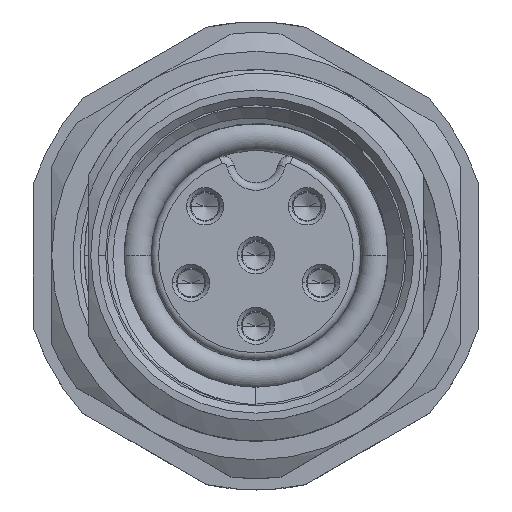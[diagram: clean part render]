
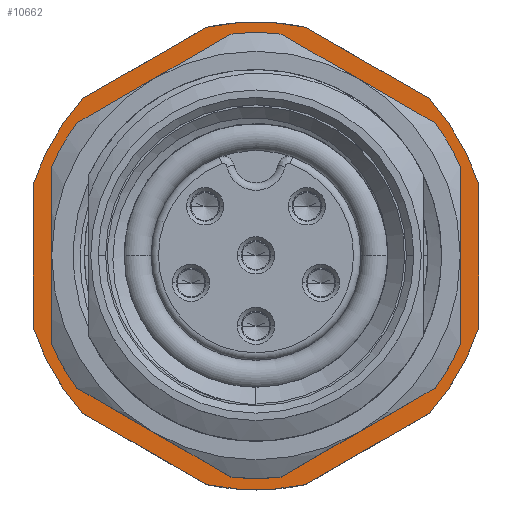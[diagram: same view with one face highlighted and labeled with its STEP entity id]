
A CAD part, top view. The second image highlights one B-rep face of the part: STEP entity #10662.
In plain terms, the highlighted planar face has unit normal (0, 0, 1).
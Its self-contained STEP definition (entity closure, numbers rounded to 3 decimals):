
#5207=CARTESIAN_POINT('',(0.,0.,-3.8));
#5208=DIRECTION('',(0.,0.,-1.));
#5209=DIRECTION('',(-0.212,0.977,0.));
#5210=AXIS2_PLACEMENT_3D('',#5207,#5208,#5209);
#5212=DIRECTION('',(0.866,-0.5,0.));
#5213=VECTOR('',#5212,3.842);
#5214=CARTESIAN_POINT('',(1.336,6.157,-3.8));
#5215=LINE('',#5214,#5213);
#5216=CARTESIAN_POINT('',(0.,0.,-3.8));
#5217=DIRECTION('',(0.,0.,-1.));
#5218=DIRECTION('',(0.74,0.672,0.));
#5219=AXIS2_PLACEMENT_3D('',#5216,#5217,#5218);
#5221=DIRECTION('',(0.,-1.,0.));
#5222=VECTOR('',#5221,3.842);
#5223=CARTESIAN_POINT('',(6.,1.921,-3.8));
#5224=LINE('',#5223,#5222);
#5225=CARTESIAN_POINT('',(0.,0.,-3.8));
#5226=DIRECTION('',(0.,0.,-1.));
#5227=DIRECTION('',(0.952,-0.305,0.));
#5228=AXIS2_PLACEMENT_3D('',#5225,#5226,#5227);
#5230=DIRECTION('',(-0.866,-0.5,0.));
#5231=VECTOR('',#5230,3.842);
#5232=CARTESIAN_POINT('',(4.664,-4.236,-3.8));
#5233=LINE('',#5232,#5231);
#5234=CARTESIAN_POINT('',(0.,0.,-3.8));
#5235=DIRECTION('',(0.,0.,-1.));
#5236=DIRECTION('',(0.212,-0.977,0.));
#5237=AXIS2_PLACEMENT_3D('',#5234,#5235,#5236);
#5239=DIRECTION('',(-0.866,0.5,0.));
#5240=VECTOR('',#5239,3.842);
#5241=CARTESIAN_POINT('',(-1.336,-6.157,-3.8));
#5242=LINE('',#5241,#5240);
#5243=CARTESIAN_POINT('',(0.,0.,-3.8));
#5244=DIRECTION('',(0.,0.,-1.));
#5245=DIRECTION('',(-0.74,-0.672,0.));
#5246=AXIS2_PLACEMENT_3D('',#5243,#5244,#5245);
#5248=DIRECTION('',(0.,1.,0.));
#5249=VECTOR('',#5248,3.842);
#5250=CARTESIAN_POINT('',(-6.,-1.921,-3.8));
#5251=LINE('',#5250,#5249);
#5252=CARTESIAN_POINT('',(0.,0.,-3.8));
#5253=DIRECTION('',(0.,0.,-1.));
#5254=DIRECTION('',(-0.952,0.305,0.));
#5255=AXIS2_PLACEMENT_3D('',#5252,#5253,#5254);
#5257=DIRECTION('',(0.866,0.5,0.));
#5258=VECTOR('',#5257,3.842);
#5259=CARTESIAN_POINT('',(-4.664,4.236,-3.8));
#5260=LINE('',#5259,#5258);
#5261=CARTESIAN_POINT('',(0.,0.,-3.8));
#5262=DIRECTION('',(0.,0.,1.));
#5263=DIRECTION('',(-1.,0.,0.));
#5264=AXIS2_PLACEMENT_3D('',#5261,#5262,#5263);
#5266=CARTESIAN_POINT('',(0.,0.,-3.8));
#5267=DIRECTION('',(0.,0.,1.));
#5268=DIRECTION('',(1.,0.,0.));
#5269=AXIS2_PLACEMENT_3D('',#5266,#5267,#5268);
#9411=CARTESIAN_POINT('',(-1.336,6.157,-3.8));
#9412=CARTESIAN_POINT('',(1.336,6.157,-3.8));
#9413=VERTEX_POINT('',#9411);
#9414=VERTEX_POINT('',#9412);
#9415=CARTESIAN_POINT('',(4.664,4.236,-3.8));
#9416=VERTEX_POINT('',#9415);
#9417=CARTESIAN_POINT('',(6.,1.921,-3.8));
#9418=VERTEX_POINT('',#9417);
#9419=CARTESIAN_POINT('',(6.,-1.921,-3.8));
#9420=VERTEX_POINT('',#9419);
#9421=CARTESIAN_POINT('',(4.664,-4.236,-3.8));
#9422=VERTEX_POINT('',#9421);
#9423=CARTESIAN_POINT('',(1.336,-6.157,-3.8));
#9424=VERTEX_POINT('',#9423);
#9425=CARTESIAN_POINT('',(-1.336,-6.157,-3.8));
#9426=VERTEX_POINT('',#9425);
#9427=CARTESIAN_POINT('',(-4.664,-4.236,-3.8));
#9428=VERTEX_POINT('',#9427);
#9429=CARTESIAN_POINT('',(-6.,-1.921,-3.8));
#9430=VERTEX_POINT('',#9429);
#9431=CARTESIAN_POINT('',(-6.,1.921,-3.8));
#9432=VERTEX_POINT('',#9431);
#9433=CARTESIAN_POINT('',(-4.664,4.236,-3.8));
#9434=VERTEX_POINT('',#9433);
#9451=CARTESIAN_POINT('',(-4.7,0.,-3.8));
#9452=CARTESIAN_POINT('',(4.7,0.,-3.8));
#9453=VERTEX_POINT('',#9451);
#9454=VERTEX_POINT('',#9452);
#10625=CARTESIAN_POINT('',(0.,0.,-3.8));
#10626=DIRECTION('',(0.,0.,-1.));
#10627=DIRECTION('',(-1.,0.,0.));
#10628=AXIS2_PLACEMENT_3D('',#10625,#10626,#10627);
#10629=PLANE('',#10628);
#10631=ORIENTED_EDGE('',*,*,#10630,.T.);
#10633=ORIENTED_EDGE('',*,*,#10632,.T.);
#10635=ORIENTED_EDGE('',*,*,#10634,.T.);
#10637=ORIENTED_EDGE('',*,*,#10636,.T.);
#10639=ORIENTED_EDGE('',*,*,#10638,.T.);
#10641=ORIENTED_EDGE('',*,*,#10640,.T.);
#10643=ORIENTED_EDGE('',*,*,#10642,.T.);
#10645=ORIENTED_EDGE('',*,*,#10644,.T.);
#10647=ORIENTED_EDGE('',*,*,#10646,.T.);
#10649=ORIENTED_EDGE('',*,*,#10648,.T.);
#10651=ORIENTED_EDGE('',*,*,#10650,.T.);
#10653=ORIENTED_EDGE('',*,*,#10652,.T.);
#10654=EDGE_LOOP('',(#10631,#10633,#10635,#10637,#10639,#10641,#10643,#10645,
#10647,#10649,#10651,#10653));
#10655=FACE_OUTER_BOUND('',#10654,.F.);
#10657=ORIENTED_EDGE('',*,*,#10656,.T.);
#10659=ORIENTED_EDGE('',*,*,#10658,.T.);
#10660=EDGE_LOOP('',(#10657,#10659));
#10661=FACE_BOUND('',#10660,.F.);
#5211=CIRCLE('',#5210,6.3);
#5220=CIRCLE('',#5219,6.3);
#5229=CIRCLE('',#5228,6.3);
#5238=CIRCLE('',#5237,6.3);
#5247=CIRCLE('',#5246,6.3);
#5256=CIRCLE('',#5255,6.3);
#5265=CIRCLE('',#5264,4.7);
#5270=CIRCLE('',#5269,4.7);
#10630=EDGE_CURVE('',#9413,#9414,#5211,.T.);
#10632=EDGE_CURVE('',#9414,#9416,#5215,.T.);
#10634=EDGE_CURVE('',#9416,#9418,#5220,.T.);
#10636=EDGE_CURVE('',#9418,#9420,#5224,.T.);
#10638=EDGE_CURVE('',#9420,#9422,#5229,.T.);
#10640=EDGE_CURVE('',#9422,#9424,#5233,.T.);
#10642=EDGE_CURVE('',#9424,#9426,#5238,.T.);
#10644=EDGE_CURVE('',#9426,#9428,#5242,.T.);
#10646=EDGE_CURVE('',#9428,#9430,#5247,.T.);
#10648=EDGE_CURVE('',#9430,#9432,#5251,.T.);
#10650=EDGE_CURVE('',#9432,#9434,#5256,.T.);
#10652=EDGE_CURVE('',#9434,#9413,#5260,.T.);
#10656=EDGE_CURVE('',#9453,#9454,#5265,.T.);
#10658=EDGE_CURVE('',#9454,#9453,#5270,.T.);
#10662=ADVANCED_FACE('',(#10655,#10661),#10629,.F.);
